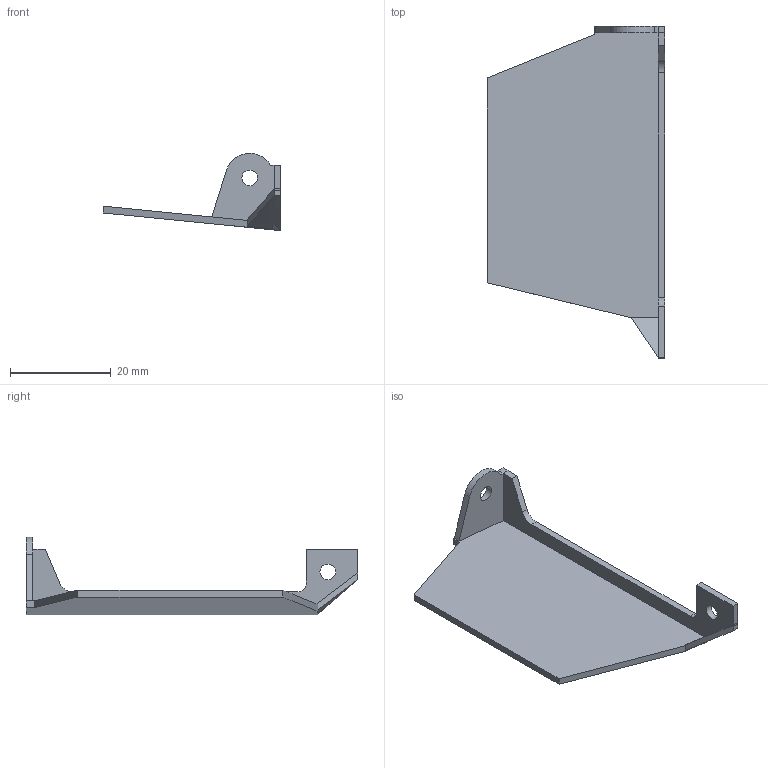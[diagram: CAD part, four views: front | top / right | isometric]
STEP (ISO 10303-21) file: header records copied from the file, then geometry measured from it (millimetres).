
FILE_DESCRIPTION(('FreeCAD Model'),'2;1');
FILE_NAME('Open CASCADE Shape Model','2023-05-27T17:36:41',(''),(''), 'Open CASCADE STEP processor 7.6','FreeCAD','Unknown');
FILE_SCHEMA(('AUTOMOTIVE_DESIGN { 1 0 10303 214 1 1 1 1 }'));
Length unit declared in the file: millimetre
Products named in the file (1): AdditiveLoft149 (Mirror #3)
Bounding box: 35.35 x 66 x 15.36 mm (x, y, z)
Volume: 3096.1 mm3; surface area: 4919.2 mm2
Topology: 1 solids, 1 shells, 40 faces, 101 edges, 63 vertices
Faces by surface type: plane 31, cylinder 5, bspline 4
Full cylindrical faces by diameter (mm): 3.1 x2
Entity records: 2652 total; most frequent: CARTESIAN_POINT 612, DIRECTION 361, LINE 260, VECTOR 260, ORIENTED_EDGE 202, PCURVE 202, DEFINITIONAL_REPRESENTATION 202, EDGE_CURVE 101
